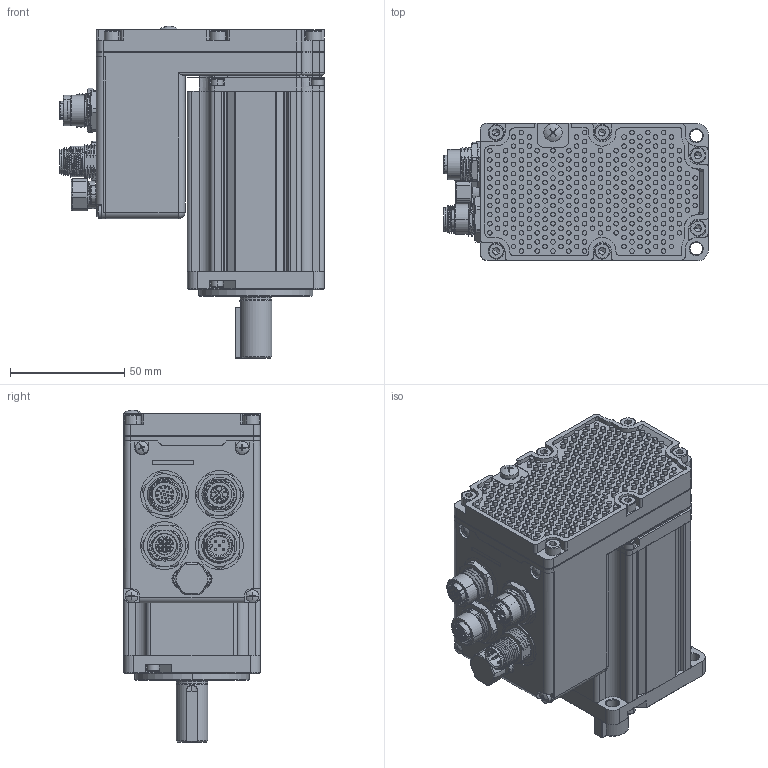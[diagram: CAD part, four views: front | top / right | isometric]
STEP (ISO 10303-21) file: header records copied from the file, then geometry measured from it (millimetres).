
FILE_DESCRIPTION (( 'STEP AP203' ), '1' );
FILE_NAME ('MDX+60-400W 棠晤 IP65 RC.STEP', '2022-12-09T03:18:52', ( '' ), ( '' ), 'SwSTEP 2.0', 'SolidWorks 2015', '' );
FILE_SCHEMA (( 'CONFIG_CONTROL_DESIGN' ));
Products named in the file (1): MDX+60-400W 棠晤 IP65 RC
Bounding box: 116.05 x 60.1 x 145.59 mm (x, y, z)
Surface area: 77069.8 mm2 (no closed solid volume)
Topology: 0 solids, 58 shells, 2234 faces, 5977 edges, 4015 vertices
Faces by surface type: cylinder 1114, plane 754, bspline 141, cone 130, torus 82, sphere 13
Entity records: 99776 total; most frequent: CARTESIAN_POINT 44495, DIRECTION 12040, ORIENTED_EDGE 10508, EDGE_CURVE 5928, AXIS2_PLACEMENT_3D 4775, VERTEX_POINT 4015, EDGE_LOOP 2685, CIRCLE 2681
